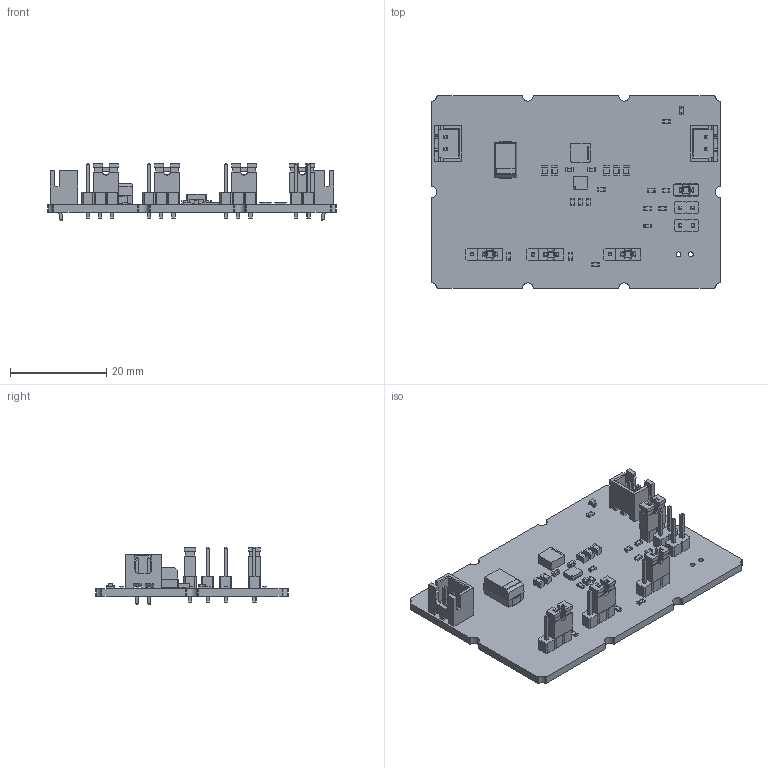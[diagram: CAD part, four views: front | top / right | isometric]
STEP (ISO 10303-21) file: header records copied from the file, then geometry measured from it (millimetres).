
FILE_DESCRIPTION(('KiCad electronic assembly'),'2;1');
FILE_NAME('B-TPS630702-Brk-01Mbr-R01.step','2024-10-02T13:32:24',( 'Pcbnew'),('Kicad'),'Open CASCADE STEP processor 7.8', 'KiCad to STEP converter','Unknown');
FILE_SCHEMA(('AUTOMOTIVE_DESIGN { 1 0 10303 214 1 1 1 1 }'));
Length unit declared in the file: millimetre
Products named in the file (24): B-TPS630702-Brk-01Mbr-R01 1; PinHeader_1x03_P2.54mm_Vertical; PinHeader_1x03_P254mm_Vertical; Jumper; C_0603_1608Metric; C_0805_2012Metric; R_0603_1608Metric; PinHeader_1x02_P2.54mm_Vertical; PinHeader_1x02_P254mm_Vertical; CP_EIA-7343-43_Kemet-X; CP_EIA_7343_43_Kemet_X; JST_XH_B2B-XH-A_1x02_P2.50mm_Vertical; JST_B2B_XH_A; TPS63070RNMR; RNR11; XFL4020-102MEC; LED_0603_1608Metric; _autosave-B-TPS630702-Brk-01Mbr-R01_PCB
Assembly tree (48 placements, depth 3):
  B-TPS630702-Brk-01Mbr-R01 1
    PinHeader_1x03_P2.54mm_Vertical  x3
      PinHeader_1x03_P254mm_Vertical
    Jumper  x4
      Jumper
    C_0603_1608Metric  x3
      C_0603_1608Metric
    C_0805_2012Metric  x5
      C_0805_2012Metric
    R_0603_1608Metric  x12
      R_0603_1608Metric
    PinHeader_1x02_P2.54mm_Vertical  x3
      PinHeader_1x02_P254mm_Vertical
    CP_EIA-7343-43_Kemet-X
      CP_EIA_7343_43_Kemet_X
    JST_XH_B2B-XH-A_1x02_P2.50mm_Vertical  x2
      JST_B2B_XH_A
    TPS63070RNMR
      RNR11
    XFL4020-102MEC
      XFL4020-102MEC
    LED_0603_1608Metric
      LED_0603_1608Metric
    _autosave-B-TPS630702-Brk-01Mbr-R01_PCB
Bounding box: 60 x 40 x 11.94 mm (x, y, z)
Volume: 4763 mm3; surface area: 8089.1 mm2
Topology: 58 solids, 58 shells, 2153 faces, 5362 edges, 3380 vertices
Faces by surface type: plane 1712, cylinder 432, bspline 9
Full cylindrical faces by diameter (mm): 1 x4, 1.016 x17
Entity records: 31018 total; most frequent: CARTESIAN_POINT 5488, ORIENTED_EDGE 4194, DIRECTION 4169, EDGE_CURVE 2097, LINE 1723, VECTOR 1723, VERTEX_POINT 1344, AXIS2_PLACEMENT_3D 1223
